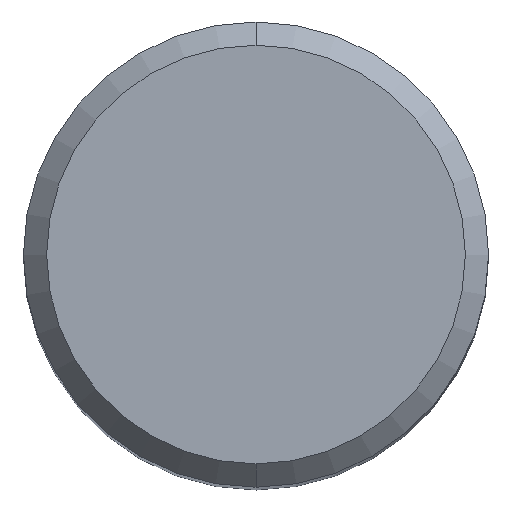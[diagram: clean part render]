
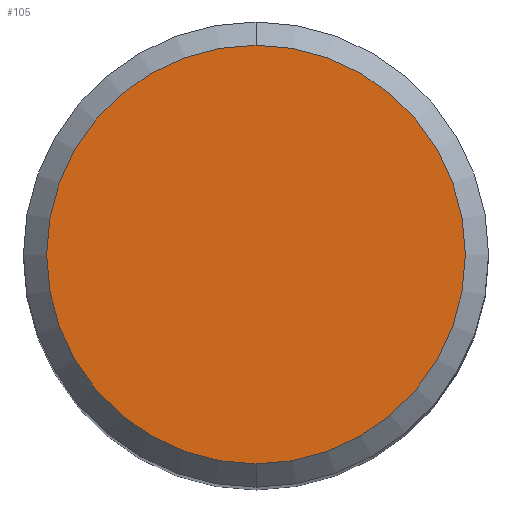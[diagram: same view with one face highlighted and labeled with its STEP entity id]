
A CAD part, top view. The second image highlights one B-rep face of the part: STEP entity #105.
In plain terms, the highlighted planar face has unit normal (0, 0, 1).
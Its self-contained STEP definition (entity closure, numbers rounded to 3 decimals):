
#105=ADVANCED_FACE('',(#256),#257,.T.);
#149=EDGE_CURVE('',#181,#227,#307,.T.);
#181=VERTEX_POINT('',#345);
#211=EDGE_CURVE('',#227,#181,#378,.T.);
#227=VERTEX_POINT('',#395);
#256=FACE_OUTER_BOUND('',#419,.T.);
#257=PLANE('',#420);
#307=CIRCLE('',#486,5.4);
#345=CARTESIAN_POINT('',(0.,-5.4,0.0));
#378=CIRCLE('',#571,5.4);
#395=CARTESIAN_POINT('',(0.0,5.4,0.0));
#419=EDGE_LOOP('',(#606,#607));
#420=AXIS2_PLACEMENT_3D('',#608,#609,#610);
#486=AXIS2_PLACEMENT_3D('',#676,#677,#678);
#571=AXIS2_PLACEMENT_3D('',#771,#772,#773);
#606=ORIENTED_EDGE('',*,*,#211,.F.);
#607=ORIENTED_EDGE('',*,*,#149,.F.);
#608=CARTESIAN_POINT('',(0.0,2.7,0.0));
#609=DIRECTION('',(-0.0,0.0,1.0));
#610=DIRECTION('',(0.0,-1.0,0.0));
#676=CARTESIAN_POINT('',(0.0,0.0,0.0));
#677=DIRECTION('',(0.0,0.0,-1.0));
#678=DIRECTION('',(0.0,1.0,0.0));
#771=CARTESIAN_POINT('',(0.0,0.0,0.0));
#772=DIRECTION('',(0.0,0.0,-1.0));
#773=DIRECTION('',(0.0,1.0,0.0));
